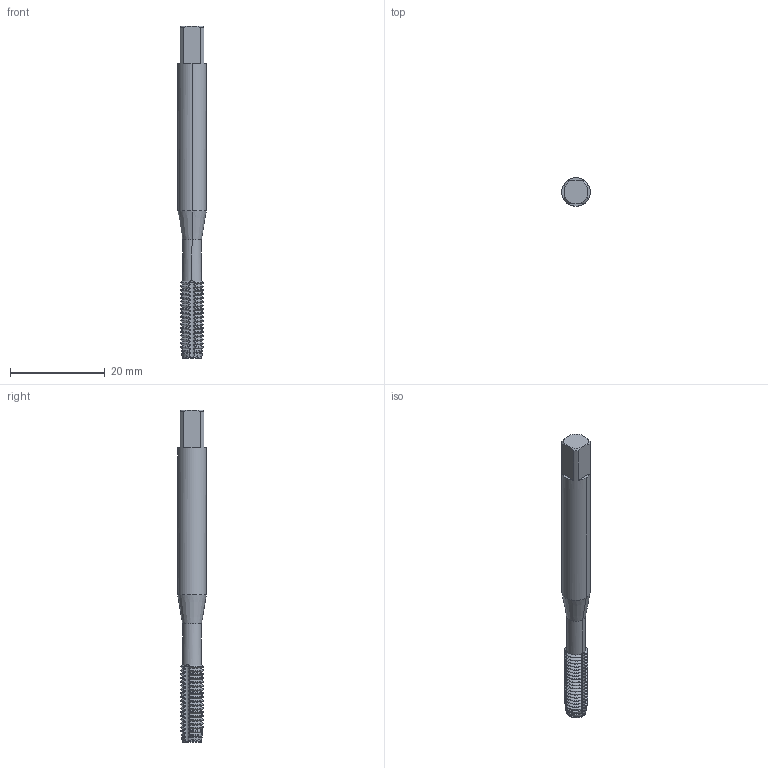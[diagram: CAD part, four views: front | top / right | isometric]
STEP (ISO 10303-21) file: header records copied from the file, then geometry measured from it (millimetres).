
FILE_DESCRIPTION(('no description'),'unknown implementation level');
FILE_NAME('solidtrbJcjnQyAbGFfX6FNm2DpD_LhM_1.STP',' ',('CIM GmbH Aachen'),('CADClick - KiM GmbH - www.kimweb.de'),'unknown preprocess','ACIS','unknown authorization');
FILE_SCHEMA(('automotive_design'));
Length unit declared in the file: millimetre
Products named in the file (2): 1; 2
Bounding box: 6 x 6 x 70 mm (x, y, z)
Volume: 1534.6 mm3; surface area: 1711.1 mm2
Topology: 2 solids, 2 shells, 440 faces, 1218 edges, 782 vertices
Faces by surface type: cone 234, cylinder 186, plane 17, torus 3
Entity records: 29335 total; most frequent: CARTESIAN_POINT 4701, STYLED_ITEM 2442, PRESENTATION_STYLE_ASSIGNMENT 2442, COLOUR_RGB 2442, ORIENTED_EDGE 2436, DIRECTION 2299, EDGE_CURVE 1218, CURVE_STYLE 1218
